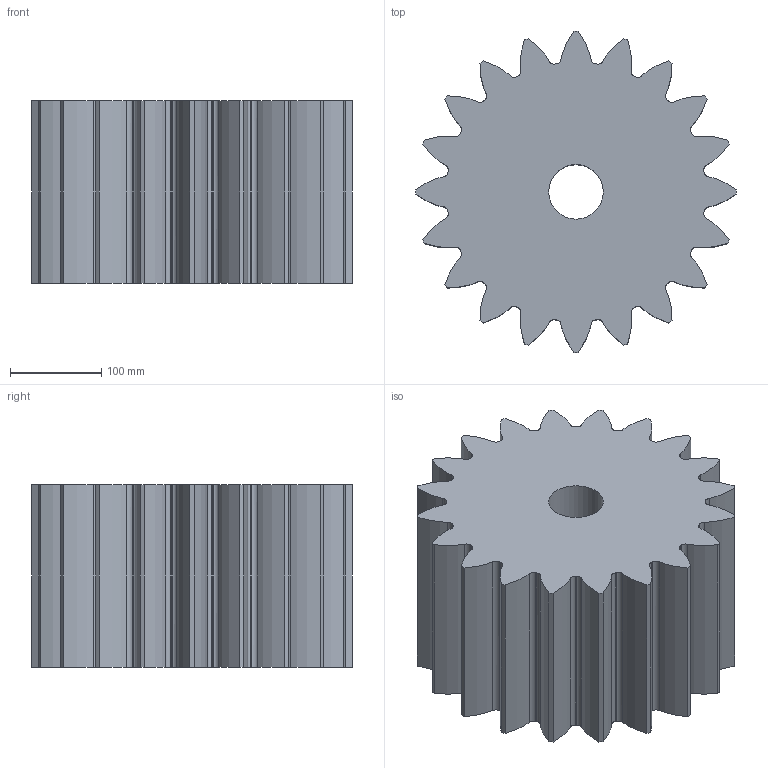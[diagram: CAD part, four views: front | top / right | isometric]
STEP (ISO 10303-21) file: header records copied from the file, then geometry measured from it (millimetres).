
FILE_DESCRIPTION( ( 'STEP AP203' ), '1' );
FILE_NAME( 'x=0,75.stp', ' ', ( ' ' ), ( ' ' ), 'PSStep 18.0.17', ' ', ' ' );
FILE_SCHEMA( ( 'CONFIG_CONTROL_DESIGN' ) );
Length unit declared in the file: metre
Products named in the file (1): 1
Bounding box: 352.49 x 352.49 x 200 mm (x, y, z)
Volume: 15329998.5 mm3; surface area: 548809.5 mm2
Topology: 1 solids, 1 shells, 143 faces, 423 edges, 282 vertices
Faces by surface type: bspline 120, cylinder 21, plane 2
Full cylindrical faces by diameter (mm): 60 x1
Entity records: 10282 total; most frequent: CARTESIAN_POINT 7208, ORIENTED_EDGE 844, EDGE_CURVE 422, VERTEX_POINT 282, DIRECTION 272, B_SPLINE_CURVE_WITH_KNOTS 240, EDGE_LOOP 146, FACE_OUTER_BOUND 144
